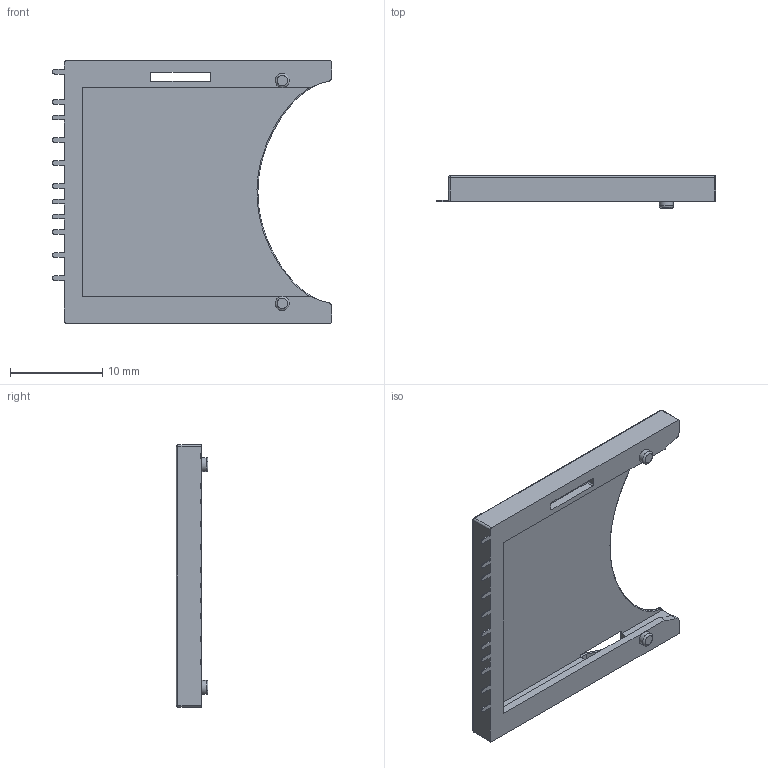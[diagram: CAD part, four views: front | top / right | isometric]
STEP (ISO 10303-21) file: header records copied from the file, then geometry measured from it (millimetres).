
FILE_DESCRIPTION(('FreeCAD Model'),'2;1');
FILE_NAME('Open CASCADE Shape Model','2024-08-29T09:16:23',(''),(''), 'Open CASCADE STEP processor 7.6','FreeCAD','Unknown');
FILE_SCHEMA(('AUTOMOTIVE_DESIGN { 1 0 10303 214 1 1 1 1 }'));
Length unit declared in the file: millimetre
Products named in the file (1): SD Card v1
Bounding box: 30.3 x 3.46 x 28.46 mm (x, y, z)
Volume: 583.5 mm3; surface area: 1949.8 mm2
Topology: 1 solids, 1 shells, 134 faces, 382 edges, 247 vertices
Faces by surface type: plane 75, cylinder 40, bspline 9, torus 8, sphere 2
Full cylindrical faces by diameter (mm): 1.52 x2
Entity records: 5687 total; most frequent: CARTESIAN_POINT 1190, ORIENTED_EDGE 764, DIRECTION 725, EDGE_CURVE 382, LINE 255, VECTOR 255, VERTEX_POINT 247, AXIS2_PLACEMENT_3D 235
